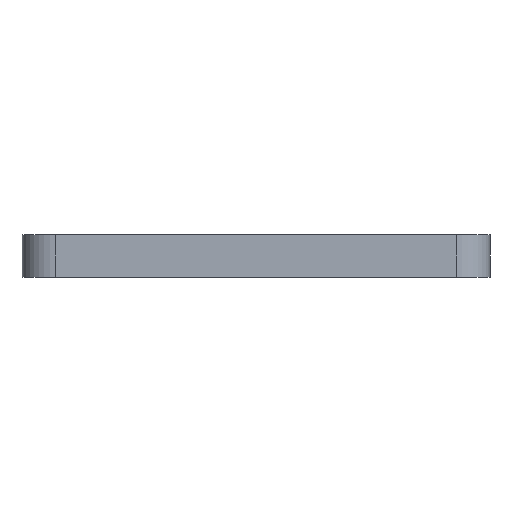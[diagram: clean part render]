
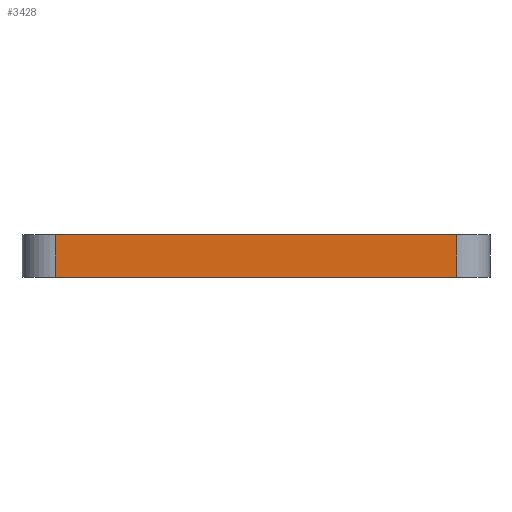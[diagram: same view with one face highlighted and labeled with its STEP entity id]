
A CAD part, left-side view. The second image highlights one B-rep face of the part: STEP entity #3428.
In plain terms, the highlighted planar face has unit normal (-1, 0, 0).
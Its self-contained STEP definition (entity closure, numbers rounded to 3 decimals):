
#84 = PLANE('',#85);
#85 = AXIS2_PLACEMENT_3D('',#86,#87,#88);
#86 = CARTESIAN_POINT('',(64.77,-36.83,1.6));
#87 = DIRECTION('',(0.,0.,1.));
#88 = DIRECTION('',(1.,0.,-0.));
#139 = PLANE('',#140);
#140 = AXIS2_PLACEMENT_3D('',#141,#142,#143);
#141 = CARTESIAN_POINT('',(64.77,-36.83,0.));
#142 = DIRECTION('',(0.,0.,1.));
#143 = DIRECTION('',(1.,0.,-0.));
#270 = CYLINDRICAL_SURFACE('',#271,1.27);
#271 = AXIS2_PLACEMENT_3D('',#272,#273,#274);
#272 = CARTESIAN_POINT('',(44.45,-29.21,0.));
#273 = DIRECTION('',(-0.,-0.,-1.));
#274 = DIRECTION('',(1.,0.,-0.));
#309 = VERTEX_POINT('',#310);
#310 = CARTESIAN_POINT('',(43.18,-29.21,0.));
#332 = EDGE_CURVE('',#309,#333,#335,.T.);
#333 = VERTEX_POINT('',#334);
#334 = CARTESIAN_POINT('',(43.18,-44.45,0.));
#335 = SURFACE_CURVE('',#336,(#340,#347),.PCURVE_S1.);
#336 = LINE('',#337,#338);
#337 = CARTESIAN_POINT('',(43.18,-29.21,0.));
#338 = VECTOR('',#339,1.);
#339 = DIRECTION('',(0.,-1.,0.));
#340 = PCURVE('',#139,#341);
#341 = DEFINITIONAL_REPRESENTATION('',(#342),#346);
#342 = LINE('',#343,#344);
#343 = CARTESIAN_POINT('',(-21.59,7.62));
#344 = VECTOR('',#345,1.);
#345 = DIRECTION('',(0.,-1.));
#346 = ( GEOMETRIC_REPRESENTATION_CONTEXT(2) 
PARAMETRIC_REPRESENTATION_CONTEXT() REPRESENTATION_CONTEXT('2D SPACE',''
  ) );
#347 = PCURVE('',#348,#353);
#348 = PLANE('',#349);
#349 = AXIS2_PLACEMENT_3D('',#350,#351,#352);
#350 = CARTESIAN_POINT('',(43.18,-29.21,0.));
#351 = DIRECTION('',(1.,0.,-0.));
#352 = DIRECTION('',(0.,-1.,0.));
#353 = DEFINITIONAL_REPRESENTATION('',(#354),#358);
#354 = LINE('',#355,#356);
#355 = CARTESIAN_POINT('',(0.,0.));
#356 = VECTOR('',#357,1.);
#357 = DIRECTION('',(1.,0.));
#358 = ( GEOMETRIC_REPRESENTATION_CONTEXT(2) 
PARAMETRIC_REPRESENTATION_CONTEXT() REPRESENTATION_CONTEXT('2D SPACE',''
  ) );
#377 = CYLINDRICAL_SURFACE('',#378,1.27);
#378 = AXIS2_PLACEMENT_3D('',#379,#380,#381);
#379 = CARTESIAN_POINT('',(44.45,-44.45,0.));
#380 = DIRECTION('',(-0.,-0.,-1.));
#381 = DIRECTION('',(1.,0.,-0.));
#1964 = VERTEX_POINT('',#1965);
#1965 = CARTESIAN_POINT('',(43.18,-29.21,1.6));
#1987 = EDGE_CURVE('',#1964,#1988,#1990,.T.);
#1988 = VERTEX_POINT('',#1989);
#1989 = CARTESIAN_POINT('',(43.18,-44.45,1.6));
#1990 = SURFACE_CURVE('',#1991,(#1995,#2002),.PCURVE_S1.);
#1991 = LINE('',#1992,#1993);
#1992 = CARTESIAN_POINT('',(43.18,-29.21,1.6));
#1993 = VECTOR('',#1994,1.);
#1994 = DIRECTION('',(0.,-1.,0.));
#1995 = PCURVE('',#84,#1996);
#1996 = DEFINITIONAL_REPRESENTATION('',(#1997),#2001);
#1997 = LINE('',#1998,#1999);
#1998 = CARTESIAN_POINT('',(-21.59,7.62));
#1999 = VECTOR('',#2000,1.);
#2000 = DIRECTION('',(0.,-1.));
#2001 = ( GEOMETRIC_REPRESENTATION_CONTEXT(2) 
PARAMETRIC_REPRESENTATION_CONTEXT() REPRESENTATION_CONTEXT('2D SPACE',''
  ) );
#2002 = PCURVE('',#348,#2003);
#2003 = DEFINITIONAL_REPRESENTATION('',(#2004),#2008);
#2004 = LINE('',#2005,#2006);
#2005 = CARTESIAN_POINT('',(0.,-1.6));
#2006 = VECTOR('',#2007,1.);
#2007 = DIRECTION('',(1.,0.));
#2008 = ( GEOMETRIC_REPRESENTATION_CONTEXT(2) 
PARAMETRIC_REPRESENTATION_CONTEXT() REPRESENTATION_CONTEXT('2D SPACE',''
  ) );
#3380 = EDGE_CURVE('',#309,#1964,#3381,.T.);
#3381 = SURFACE_CURVE('',#3382,(#3386,#3393),.PCURVE_S1.);
#3382 = LINE('',#3383,#3384);
#3383 = CARTESIAN_POINT('',(43.18,-29.21,0.));
#3384 = VECTOR('',#3385,1.);
#3385 = DIRECTION('',(0.,0.,1.));
#3386 = PCURVE('',#270,#3387);
#3387 = DEFINITIONAL_REPRESENTATION('',(#3388),#3392);
#3388 = LINE('',#3389,#3390);
#3389 = CARTESIAN_POINT('',(-3.142,0.));
#3390 = VECTOR('',#3391,1.);
#3391 = DIRECTION('',(-0.,-1.));
#3392 = ( GEOMETRIC_REPRESENTATION_CONTEXT(2) 
PARAMETRIC_REPRESENTATION_CONTEXT() REPRESENTATION_CONTEXT('2D SPACE',''
  ) );
#3393 = PCURVE('',#348,#3394);
#3394 = DEFINITIONAL_REPRESENTATION('',(#3395),#3399);
#3395 = LINE('',#3396,#3397);
#3396 = CARTESIAN_POINT('',(0.,0.));
#3397 = VECTOR('',#3398,1.);
#3398 = DIRECTION('',(0.,-1.));
#3399 = ( GEOMETRIC_REPRESENTATION_CONTEXT(2) 
PARAMETRIC_REPRESENTATION_CONTEXT() REPRESENTATION_CONTEXT('2D SPACE',''
  ) );
#3428 = ADVANCED_FACE('',(#3429),#348,.F.);
#3429 = FACE_BOUND('',#3430,.F.);
#3430 = EDGE_LOOP('',(#3431,#3432,#3433,#3454));
#3431 = ORIENTED_EDGE('',*,*,#3380,.T.);
#3432 = ORIENTED_EDGE('',*,*,#1987,.T.);
#3433 = ORIENTED_EDGE('',*,*,#3434,.F.);
#3434 = EDGE_CURVE('',#333,#1988,#3435,.T.);
#3435 = SURFACE_CURVE('',#3436,(#3440,#3447),.PCURVE_S1.);
#3436 = LINE('',#3437,#3438);
#3437 = CARTESIAN_POINT('',(43.18,-44.45,0.));
#3438 = VECTOR('',#3439,1.);
#3439 = DIRECTION('',(0.,0.,1.));
#3440 = PCURVE('',#348,#3441);
#3441 = DEFINITIONAL_REPRESENTATION('',(#3442),#3446);
#3442 = LINE('',#3443,#3444);
#3443 = CARTESIAN_POINT('',(15.24,0.));
#3444 = VECTOR('',#3445,1.);
#3445 = DIRECTION('',(0.,-1.));
#3446 = ( GEOMETRIC_REPRESENTATION_CONTEXT(2) 
PARAMETRIC_REPRESENTATION_CONTEXT() REPRESENTATION_CONTEXT('2D SPACE',''
  ) );
#3447 = PCURVE('',#377,#3448);
#3448 = DEFINITIONAL_REPRESENTATION('',(#3449),#3453);
#3449 = LINE('',#3450,#3451);
#3450 = CARTESIAN_POINT('',(-3.142,0.));
#3451 = VECTOR('',#3452,1.);
#3452 = DIRECTION('',(-0.,-1.));
#3453 = ( GEOMETRIC_REPRESENTATION_CONTEXT(2) 
PARAMETRIC_REPRESENTATION_CONTEXT() REPRESENTATION_CONTEXT('2D SPACE',''
  ) );
#3454 = ORIENTED_EDGE('',*,*,#332,.F.);
